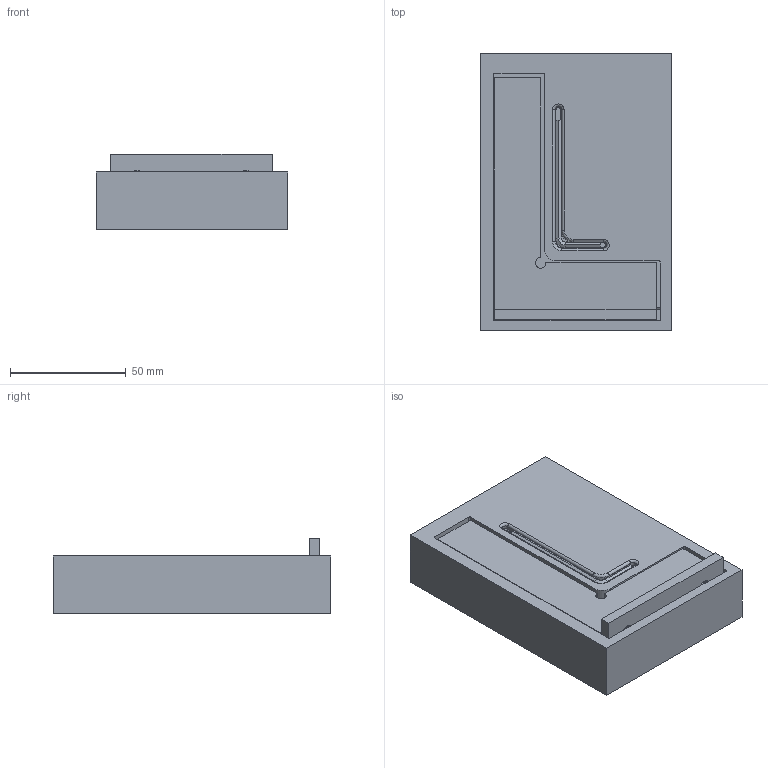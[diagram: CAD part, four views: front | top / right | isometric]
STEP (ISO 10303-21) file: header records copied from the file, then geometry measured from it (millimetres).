
FILE_DESCRIPTION (( 'STEP AP214' ), '1' );
FILE_NAME ('Assem4.STEP', '2023-11-18T17:58:44', ( '' ), ( '' ), 'SwSTEP 2.0', 'SolidWorks 2023', '' );
FILE_SCHEMA (( 'AUTOMOTIVE_DESIGN' ));
Length unit declared in the file: millimetre
Products named in the file (7): Gönye; Assem4; ayna; socket head cap screw_am_B18.3.1M - 3 x 0.5 x 6 Hex SHCS -- 6NHX; alyan; Part1
Assembly tree (7 placements, depth 3):
  Assem4
    Part1
    Gönye
      Gönye
      ayna
      socket head cap screw_am_B18.3.1M - 3 x 0.5 x 6 Hex SHCS -- 6NHX  x2
    alyan
Bounding box: 83 x 120 x 32.7 mm (x, y, z)
Volume: 247713.5 mm3; surface area: 45766.6 mm2
Topology: 6 solids, 6 shells, 195 faces, 460 edges, 283 vertices
Faces by surface type: plane 86, cylinder 72, cone 16, torus 13, bspline 8
Entity records: 7313 total; most frequent: CARTESIAN_POINT 3379, ORIENTED_EDGE 800, DIRECTION 768, EDGE_CURVE 400, AXIS2_PLACEMENT_3D 275, VERTEX_POINT 250, LINE 218, VECTOR 218
